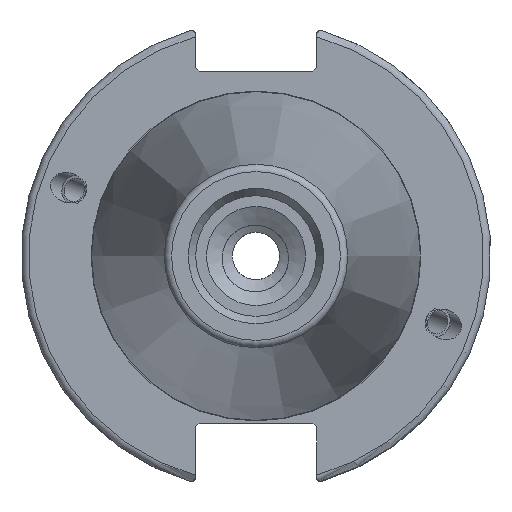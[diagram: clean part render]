
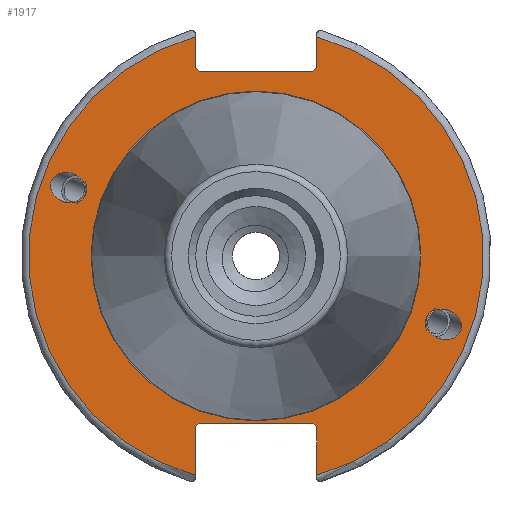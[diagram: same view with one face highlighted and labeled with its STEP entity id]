
A CAD part, left-side view. The second image highlights one B-rep face of the part: STEP entity #1917.
In plain terms, the highlighted planar face has unit normal (-1, 0, 0).
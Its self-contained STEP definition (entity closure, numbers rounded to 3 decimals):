
#58=ELLIPSE('',#2109,2.442,2.);
#67=ELLIPSE('',#2152,2.442,2.);
#163=FACE_BOUND('',#386,.T.);
#164=FACE_BOUND('',#387,.T.);
#165=FACE_BOUND('',#388,.T.);
#183=PLANE('',#2162);
#267=FACE_OUTER_BOUND('',#385,.T.);
#385=EDGE_LOOP('',(#1518,#1519,#1520,#1521,#1522,#1523,#1524,#1525,#1526,
#1527,#1528,#1529));
#386=EDGE_LOOP('',(#1530));
#387=EDGE_LOOP('',(#1531));
#388=EDGE_LOOP('',(#1532));
#507=LINE('',#3426,#624);
#508=LINE('',#3428,#625);
#509=LINE('',#3430,#626);
#510=LINE('',#3432,#627);
#511=LINE('',#3434,#628);
#512=LINE('',#3438,#629);
#513=LINE('',#3440,#630);
#514=LINE('',#3442,#631);
#515=LINE('',#3444,#632);
#516=LINE('',#3445,#633);
#624=VECTOR('',#2561,10.);
#625=VECTOR('',#2562,10.);
#626=VECTOR('',#2563,10.);
#627=VECTOR('',#2564,10.);
#628=VECTOR('',#2565,10.);
#629=VECTOR('',#2568,10.);
#630=VECTOR('',#2569,10.);
#631=VECTOR('',#2570,10.);
#632=VECTOR('',#2571,10.);
#633=VECTOR('',#2572,10.);
#743=CIRCLE('',#2160,22.3);
#745=CIRCLE('',#2163,30.75);
#746=CIRCLE('',#2164,30.75);
#846=VERTEX_POINT('',#3219);
#886=VERTEX_POINT('',#3402);
#891=VERTEX_POINT('',#3417);
#892=VERTEX_POINT('',#3422);
#893=VERTEX_POINT('',#3423);
#894=VERTEX_POINT('',#3425);
#895=VERTEX_POINT('',#3427);
#896=VERTEX_POINT('',#3429);
#897=VERTEX_POINT('',#3431);
#898=VERTEX_POINT('',#3433);
#899=VERTEX_POINT('',#3435);
#900=VERTEX_POINT('',#3437);
#901=VERTEX_POINT('',#3439);
#902=VERTEX_POINT('',#3441);
#903=VERTEX_POINT('',#3443);
#1060=EDGE_CURVE('',#846,#846,#58,.T.);
#1116=EDGE_CURVE('',#886,#886,#67,.T.);
#1123=EDGE_CURVE('',#891,#891,#743,.T.);
#1125=EDGE_CURVE('',#892,#893,#745,.T.);
#1126=EDGE_CURVE('',#892,#894,#507,.T.);
#1127=EDGE_CURVE('',#895,#894,#508,.T.);
#1128=EDGE_CURVE('',#895,#896,#509,.T.);
#1129=EDGE_CURVE('',#897,#896,#510,.T.);
#1130=EDGE_CURVE('',#897,#898,#511,.T.);
#1131=EDGE_CURVE('',#899,#898,#746,.T.);
#1132=EDGE_CURVE('',#899,#900,#512,.T.);
#1133=EDGE_CURVE('',#901,#900,#513,.T.);
#1134=EDGE_CURVE('',#901,#902,#514,.T.);
#1135=EDGE_CURVE('',#903,#902,#515,.T.);
#1136=EDGE_CURVE('',#903,#893,#516,.T.);
#1518=ORIENTED_EDGE('',*,*,#1125,.F.);
#1519=ORIENTED_EDGE('',*,*,#1126,.T.);
#1520=ORIENTED_EDGE('',*,*,#1127,.F.);
#1521=ORIENTED_EDGE('',*,*,#1128,.T.);
#1522=ORIENTED_EDGE('',*,*,#1129,.F.);
#1523=ORIENTED_EDGE('',*,*,#1130,.T.);
#1524=ORIENTED_EDGE('',*,*,#1131,.F.);
#1525=ORIENTED_EDGE('',*,*,#1132,.T.);
#1526=ORIENTED_EDGE('',*,*,#1133,.F.);
#1527=ORIENTED_EDGE('',*,*,#1134,.T.);
#1528=ORIENTED_EDGE('',*,*,#1135,.F.);
#1529=ORIENTED_EDGE('',*,*,#1136,.T.);
#1530=ORIENTED_EDGE('',*,*,#1060,.T.);
#1531=ORIENTED_EDGE('',*,*,#1116,.T.);
#1532=ORIENTED_EDGE('',*,*,#1123,.F.);
#1917=ADVANCED_FACE('',(#267,#163,#164,#165),#183,.T.);
#2109=AXIS2_PLACEMENT_3D('',#3221,#2432,#2433);
#2152=AXIS2_PLACEMENT_3D('',#3404,#2535,#2536);
#2160=AXIS2_PLACEMENT_3D('',#3419,#2553,#2554);
#2162=AXIS2_PLACEMENT_3D('',#3421,#2557,#2558);
#2163=AXIS2_PLACEMENT_3D('',#3424,#2559,#2560);
#2164=AXIS2_PLACEMENT_3D('',#3436,#2566,#2567);
#2432=DIRECTION('center_axis',(1.,0.,0.));
#2433=DIRECTION('ref_axis',(0.,-0.94,-0.342));
#2535=DIRECTION('center_axis',(1.,0.,0.));
#2536=DIRECTION('ref_axis',(0.,0.94,0.342));
#2553=DIRECTION('center_axis',(-1.,0.,0.));
#2554=DIRECTION('ref_axis',(0.,-1.,0.));
#2557=DIRECTION('center_axis',(-1.,0.,0.));
#2558=DIRECTION('ref_axis',(0.,0.,1.));
#2559=DIRECTION('center_axis',(1.,0.,0.));
#2560=DIRECTION('ref_axis',(0.,-1.,0.));
#2561=DIRECTION('',(0.,0.,-1.));
#2562=DIRECTION('',(0.,-0.707,0.707));
#2563=DIRECTION('',(0.,1.,0.));
#2564=DIRECTION('',(0.,-0.707,-0.707));
#2565=DIRECTION('',(0.,0.,1.));
#2566=DIRECTION('center_axis',(1.,0.,0.));
#2567=DIRECTION('ref_axis',(0.,1.,0.));
#2568=DIRECTION('',(0.,0.,1.));
#2569=DIRECTION('',(0.,0.707,-0.707));
#2570=DIRECTION('',(0.,-1.,0.));
#2571=DIRECTION('',(0.,0.707,0.707));
#2572=DIRECTION('',(0.,0.,-1.));
#3219=CARTESIAN_POINT('',(3.175,-23.077,-8.399));
#3221=CARTESIAN_POINT('Origin',(3.175,-25.372,-9.235));
#3402=CARTESIAN_POINT('',(3.175,23.077,8.399));
#3404=CARTESIAN_POINT('Origin',(3.175,25.372,9.235));
#3417=CARTESIAN_POINT('',(3.175,0.,22.3));
#3419=CARTESIAN_POINT('Origin',(3.175,0.,0.));
#3421=CARTESIAN_POINT('Origin',(3.175,31.75,0.));
#3422=CARTESIAN_POINT('',(3.175,-8.19,29.639));
#3423=CARTESIAN_POINT('',(3.175,-8.19,-29.639));
#3424=CARTESIAN_POINT('Origin',(3.175,0.,0.));
#3425=CARTESIAN_POINT('',(3.175,-8.19,25.5));
#3426=CARTESIAN_POINT('',(3.175,-8.19,12.5));
#3427=CARTESIAN_POINT('',(3.175,-7.69,25.));
#3428=CARTESIAN_POINT('',(3.175,8.295,9.015));
#3429=CARTESIAN_POINT('',(3.175,7.69,25.));
#3430=CARTESIAN_POINT('',(3.175,15.875,25.));
#3431=CARTESIAN_POINT('',(3.175,8.19,25.5));
#3432=CARTESIAN_POINT('',(3.175,7.58,24.89));
#3433=CARTESIAN_POINT('',(3.175,8.19,29.639));
#3434=CARTESIAN_POINT('',(3.175,8.19,12.5));
#3435=CARTESIAN_POINT('',(3.175,8.19,-29.639));
#3436=CARTESIAN_POINT('Origin',(3.175,0.,0.));
#3437=CARTESIAN_POINT('',(3.175,8.19,-23.1));
#3438=CARTESIAN_POINT('',(3.175,8.19,-11.3));
#3439=CARTESIAN_POINT('',(3.175,7.69,-22.6));
#3440=CARTESIAN_POINT('',(3.175,8.18,-23.09));
#3441=CARTESIAN_POINT('',(3.175,-7.69,-22.6));
#3442=CARTESIAN_POINT('',(3.175,15.875,-22.6));
#3443=CARTESIAN_POINT('',(3.175,-8.19,-23.1));
#3444=CARTESIAN_POINT('',(3.175,7.695,-7.215));
#3445=CARTESIAN_POINT('',(3.175,-8.19,-11.3));
